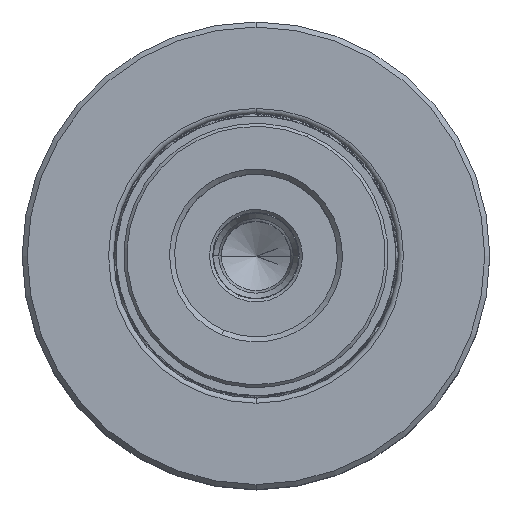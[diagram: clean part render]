
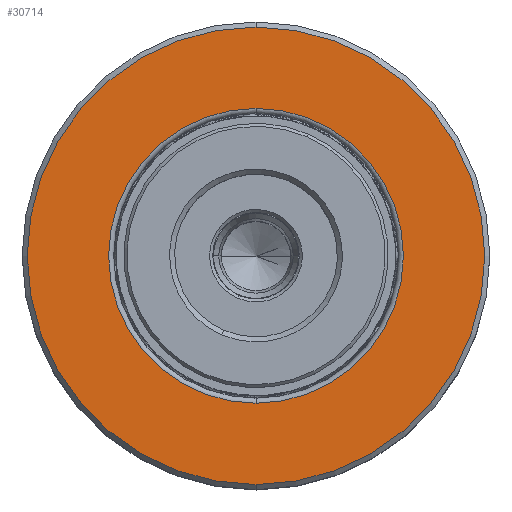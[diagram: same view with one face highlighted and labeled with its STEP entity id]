
A CAD part, top view. The second image highlights one B-rep face of the part: STEP entity #30714.
In plain terms, the highlighted face is planar.
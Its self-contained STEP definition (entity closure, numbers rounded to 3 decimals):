
#475 = VERTEX_POINT ( 'NONE', #2339 ) ;
#1350 = ORIENTED_EDGE ( 'NONE', *, *, #38194, .F. ) ;
#2339 = CARTESIAN_POINT ( 'NONE',  ( 0., 10.687, 14.5 ) ) ;
#2515 = CARTESIAN_POINT ( 'NONE',  ( 0., 10.687, -14.5 ) ) ;
#4379 = EDGE_CURVE ( 'NONE', #17250, #10277, #19359, .T. ) ;
#4883 = DIRECTION ( 'NONE',  ( 0., -1., 0. ) ) ;
#5018 = CARTESIAN_POINT ( 'NONE',  ( 0., 10.687, 0. ) ) ;
#5888 = ORIENTED_EDGE ( 'NONE', *, *, #26780, .T. ) ;
#10277 = VERTEX_POINT ( 'NONE', #29291 ) ;
#11207 = DIRECTION ( 'NONE',  ( 0., 1., 0. ) ) ;
#13231 = AXIS2_PLACEMENT_3D ( 'NONE', #38917, #32965, #36008 ) ;
#15683 = CIRCLE ( 'NONE', #35950, 22.5 ) ;
#17166 = CARTESIAN_POINT ( 'NONE',  ( 22.5, 10.687, 0. ) ) ;
#17250 = VERTEX_POINT ( 'NONE', #22713 ) ;
#17310 = DIRECTION ( 'NONE',  ( 0., 0., 1. ) ) ;
#18680 = DIRECTION ( 'NONE',  ( 0., -1., 0. ) ) ;
#19359 = CIRCLE ( 'NONE', #38548, 22.5 ) ;
#19868 = AXIS2_PLACEMENT_3D ( 'NONE', #32660, #29881, #20797 ) ;
#20377 = CIRCLE ( 'NONE', #19868, 14.5 ) ;
#20797 = DIRECTION ( 'NONE',  ( 0., 0., -1. ) ) ;
#22713 = CARTESIAN_POINT ( 'NONE',  ( 0., 10.687, -22.5 ) ) ;
#23629 = ORIENTED_EDGE ( 'NONE', *, *, #26231, .T. ) ;
#24949 = AXIS2_PLACEMENT_3D ( 'NONE', #17166, #11207, #17310 ) ;
#25332 = FACE_OUTER_BOUND ( 'NONE', #35012, .T. ) ;
#25782 = EDGE_LOOP ( 'NONE', ( #5888, #23629 ) ) ;
#26231 = EDGE_CURVE ( 'NONE', #475, #31589, #20377, .T. ) ;
#26780 = EDGE_CURVE ( 'NONE', #31589, #475, #38283, .T. ) ;
#29291 = CARTESIAN_POINT ( 'NONE',  ( 0., 10.687, 22.5 ) ) ;
#29881 = DIRECTION ( 'NONE',  ( 0., -1., 0. ) ) ;
#30714 = ADVANCED_FACE ( 'NONE', ( #34306, #25332 ), #35507, .T. ) ;
#31064 = DIRECTION ( 'NONE',  ( 0., 0., -1. ) ) ;
#31589 = VERTEX_POINT ( 'NONE', #2515 ) ;
#32431 = DIRECTION ( 'NONE',  ( 0., 0., -1. ) ) ;
#32660 = CARTESIAN_POINT ( 'NONE',  ( 0., 10.687, 0. ) ) ;
#32965 = DIRECTION ( 'NONE',  ( 0., -1., 0. ) ) ;
#34306 = FACE_BOUND ( 'NONE', #25782, .T. ) ;
#35012 = EDGE_LOOP ( 'NONE', ( #38482, #1350 ) ) ;
#35507 = PLANE ( 'NONE',  #24949 ) ;
#35950 = AXIS2_PLACEMENT_3D ( 'NONE', #5018, #4883, #32431 ) ;
#36008 = DIRECTION ( 'NONE',  ( 0., 0., -1. ) ) ;
#36745 = CARTESIAN_POINT ( 'NONE',  ( 0., 10.687, 0. ) ) ;
#38194 = EDGE_CURVE ( 'NONE', #10277, #17250, #15683, .T. ) ;
#38283 = CIRCLE ( 'NONE', #13231, 14.5 ) ;
#38482 = ORIENTED_EDGE ( 'NONE', *, *, #4379, .F. ) ;
#38548 = AXIS2_PLACEMENT_3D ( 'NONE', #36745, #18680, #31064 ) ;
#38917 = CARTESIAN_POINT ( 'NONE',  ( 0., 10.687, 0. ) ) ;
